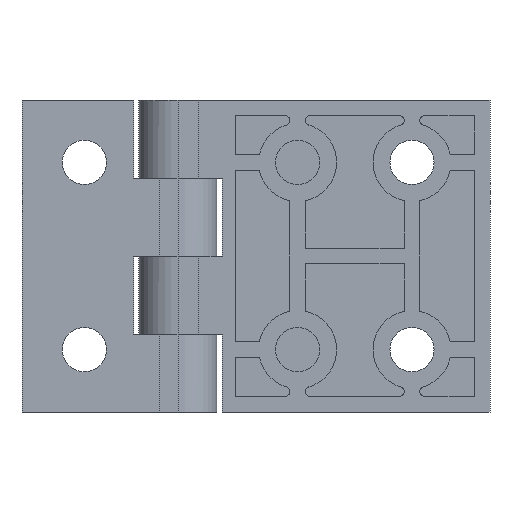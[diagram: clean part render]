
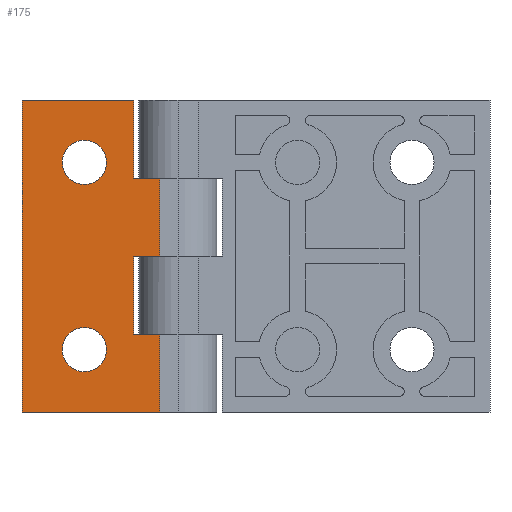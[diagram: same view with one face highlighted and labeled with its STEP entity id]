
A CAD part, front view. The second image highlights one B-rep face of the part: STEP entity #175.
In plain terms, the highlighted planar face has unit normal (0, -1, 0).
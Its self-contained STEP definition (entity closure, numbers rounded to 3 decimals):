
#2 = CARTESIAN_POINT ( 'NONE',  ( 7.5, -8., -15. ) ) ;
#24 = FACE_BOUND ( 'NONE', #77, .T. ) ;
#69 = CIRCLE ( 'NONE', #1415, 4.25 ) ;
#77 = EDGE_LOOP ( 'NONE', ( #403 ) ) ;
#146 = LINE ( 'NONE', #1896, #3621 ) ;
#150 = VECTOR ( 'NONE', #1998, 1000. ) ;
#162 = ORIENTED_EDGE ( 'NONE', *, *, #3181, .T. ) ;
#175 = ADVANCED_FACE ( 'NONE', ( #790, #24, #2582 ), #3599, .F. ) ;
#243 = AXIS2_PLACEMENT_3D ( 'NONE', #3601, #3595, #3584 ) ;
#247 = CARTESIAN_POINT ( 'NONE',  ( -18., -8., -13.75 ) ) ;
#274 = CARTESIAN_POINT ( 'NONE',  ( -18., -8., 22.25 ) ) ;
#403 = ORIENTED_EDGE ( 'NONE', *, *, #3193, .T. ) ;
#502 = EDGE_LOOP ( 'NONE', ( #162 ) ) ;
#510 = CARTESIAN_POINT ( 'NONE',  ( -30., -8., 30. ) ) ;
#524 = DIRECTION ( 'NONE',  ( 0., 0., -1. ) ) ;
#535 = CARTESIAN_POINT ( 'NONE',  ( -3.5, -8., 30. ) ) ;
#537 = VERTEX_POINT ( 'NONE', #2686 ) ;
#555 = LINE ( 'NONE', #2387, #2376 ) ;
#563 = EDGE_CURVE ( 'NONE', #2918, #2117, #2699, .T. ) ;
#590 = CARTESIAN_POINT ( 'NONE',  ( -3.5, -8., 0. ) ) ;
#601 = CARTESIAN_POINT ( 'NONE',  ( -3.5, -8., 15. ) ) ;
#622 = EDGE_CURVE ( 'NONE', #2395, #2117, #555, .T. ) ;
#745 = ORIENTED_EDGE ( 'NONE', *, *, #563, .F. ) ;
#790 = FACE_BOUND ( 'NONE', #502, .T. ) ;
#795 = VECTOR ( 'NONE', #1745, 1000. ) ;
#884 = CARTESIAN_POINT ( 'NONE',  ( -3.5, -8., -30. ) ) ;
#888 = ORIENTED_EDGE ( 'NONE', *, *, #2786, .T. ) ;
#946 = CIRCLE ( 'NONE', #2591, 4.25 ) ;
#1063 = LINE ( 'NONE', #3570, #2736 ) ;
#1270 = VECTOR ( 'NONE', #2066, 1000. ) ;
#1387 = ORIENTED_EDGE ( 'NONE', *, *, #1610, .T. ) ;
#1415 = AXIS2_PLACEMENT_3D ( 'NONE', #2775, #2778, #2783 ) ;
#1576 = DIRECTION ( 'NONE',  ( 1., 0., 0. ) ) ;
#1578 = VECTOR ( 'NONE', #524, 1000. ) ;
#1606 = ORIENTED_EDGE ( 'NONE', *, *, #2795, .T. ) ;
#1610 = EDGE_CURVE ( 'NONE', #2918, #2785, #3920, .T. ) ;
#1645 = CARTESIAN_POINT ( 'NONE',  ( -3.5, -8., -15. ) ) ;
#1726 = CARTESIAN_POINT ( 'NONE',  ( 7.5, -8., 15. ) ) ;
#1732 = LINE ( 'NONE', #1776, #795 ) ;
#1740 = DIRECTION ( 'NONE',  ( -1., 0., 0. ) ) ;
#1745 = DIRECTION ( 'NONE',  ( 1., 0., 0. ) ) ;
#1776 = CARTESIAN_POINT ( 'NONE',  ( 7.5, -8., 0. ) ) ;
#1798 = ORIENTED_EDGE ( 'NONE', *, *, #3259, .F. ) ;
#1829 = VECTOR ( 'NONE', #2554, 1000. ) ;
#1849 = CARTESIAN_POINT ( 'NONE',  ( -18., -8., 18. ) ) ;
#1896 = CARTESIAN_POINT ( 'NONE',  ( -8.5, -8., 30. ) ) ;
#1906 = DIRECTION ( 'NONE',  ( 0., 0., 1. ) ) ;
#1998 = DIRECTION ( 'NONE',  ( 0., 0., 1. ) ) ;
#2066 = DIRECTION ( 'NONE',  ( 0., 0., -1. ) ) ;
#2069 = CARTESIAN_POINT ( 'NONE',  ( -8.5, -8., 0. ) ) ;
#2103 = CARTESIAN_POINT ( 'NONE',  ( -8.5, -8., -15. ) ) ;
#2113 = DIRECTION ( 'NONE',  ( 0., 1., 0. ) ) ;
#2117 = VERTEX_POINT ( 'NONE', #884 ) ;
#2118 = DIRECTION ( 'NONE',  ( 0., 0., 1. ) ) ;
#2125 = LINE ( 'NONE', #2145, #1270 ) ;
#2145 = CARTESIAN_POINT ( 'NONE',  ( -30., -8., 30. ) ) ;
#2376 = VECTOR ( 'NONE', #2384, 1000. ) ;
#2384 = DIRECTION ( 'NONE',  ( 1., 0., 0. ) ) ;
#2387 = CARTESIAN_POINT ( 'NONE',  ( -30., -8., -30. ) ) ;
#2395 = VERTEX_POINT ( 'NONE', #3769 ) ;
#2461 = VERTEX_POINT ( 'NONE', #3543 ) ;
#2479 = VECTOR ( 'NONE', #1740, 1000. ) ;
#2554 = DIRECTION ( 'NONE',  ( 0., 0., -1. ) ) ;
#2555 = CARTESIAN_POINT ( 'NONE',  ( -8.5, -8., 15. ) ) ;
#2582 = FACE_OUTER_BOUND ( 'NONE', #3273, .T. ) ;
#2591 = AXIS2_PLACEMENT_3D ( 'NONE', #1849, #2113, #2118 ) ;
#2629 = CARTESIAN_POINT ( 'NONE',  ( -3.5, -8., 30. ) ) ;
#2686 = CARTESIAN_POINT ( 'NONE',  ( -8.5, -8., 30. ) ) ;
#2695 = VERTEX_POINT ( 'NONE', #2555 ) ;
#2699 = LINE ( 'NONE', #2629, #1829 ) ;
#2736 = VECTOR ( 'NONE', #1576, 1000. ) ;
#2775 = CARTESIAN_POINT ( 'NONE',  ( -18., -8., -18. ) ) ;
#2778 = DIRECTION ( 'NONE',  ( 0., 1., 0. ) ) ;
#2783 = DIRECTION ( 'NONE',  ( 0., 0., 1. ) ) ;
#2785 = VERTEX_POINT ( 'NONE', #2103 ) ;
#2786 = EDGE_CURVE ( 'NONE', #3275, #2395, #2125, .T. ) ;
#2795 = EDGE_CURVE ( 'NONE', #2785, #2461, #2938, .T. ) ;
#2801 = ORIENTED_EDGE ( 'NONE', *, *, #622, .T. ) ;
#2820 = EDGE_CURVE ( 'NONE', #2695, #537, #146, .T. ) ;
#2846 = EDGE_CURVE ( 'NONE', #2461, #3236, #1732, .T. ) ;
#2876 = EDGE_CURVE ( 'NONE', #4216, #2695, #4201, .T. ) ;
#2918 = VERTEX_POINT ( 'NONE', #1645 ) ;
#2938 = LINE ( 'NONE', #2069, #150 ) ;
#3068 = VECTOR ( 'NONE', #4298, 1000. ) ;
#3181 = EDGE_CURVE ( 'NONE', #4218, #4218, #69, .T. ) ;
#3191 = ORIENTED_EDGE ( 'NONE', *, *, #2820, .T. ) ;
#3193 = EDGE_CURVE ( 'NONE', #3408, #3408, #946, .T. ) ;
#3236 = VERTEX_POINT ( 'NONE', #590 ) ;
#3259 = EDGE_CURVE ( 'NONE', #4216, #3236, #4148, .T. ) ;
#3273 = EDGE_LOOP ( 'NONE', ( #1606, #3739, #1798, #3668, #3191, #4104, #888, #2801, #745, #1387 ) ) ;
#3275 = VERTEX_POINT ( 'NONE', #510 ) ;
#3408 = VERTEX_POINT ( 'NONE', #274 ) ;
#3543 = CARTESIAN_POINT ( 'NONE',  ( -8.5, -8., 0. ) ) ;
#3566 = EDGE_CURVE ( 'NONE', #3275, #537, #1063, .T. ) ;
#3570 = CARTESIAN_POINT ( 'NONE',  ( -30., -8., 30. ) ) ;
#3584 = DIRECTION ( 'NONE',  ( 0., 0., 1. ) ) ;
#3595 = DIRECTION ( 'NONE',  ( 0., 1., 0. ) ) ;
#3599 = PLANE ( 'NONE',  #243 ) ;
#3601 = CARTESIAN_POINT ( 'NONE',  ( -30., -8., 30. ) ) ;
#3621 = VECTOR ( 'NONE', #1906, 1000. ) ;
#3668 = ORIENTED_EDGE ( 'NONE', *, *, #2876, .T. ) ;
#3739 = ORIENTED_EDGE ( 'NONE', *, *, #2846, .T. ) ;
#3769 = CARTESIAN_POINT ( 'NONE',  ( -30., -8., -30. ) ) ;
#3920 = LINE ( 'NONE', #2, #3068 ) ;
#4104 = ORIENTED_EDGE ( 'NONE', *, *, #3566, .F. ) ;
#4148 = LINE ( 'NONE', #535, #1578 ) ;
#4201 = LINE ( 'NONE', #1726, #2479 ) ;
#4216 = VERTEX_POINT ( 'NONE', #601 ) ;
#4218 = VERTEX_POINT ( 'NONE', #247 ) ;
#4298 = DIRECTION ( 'NONE',  ( -1., 0., 0. ) ) ;
